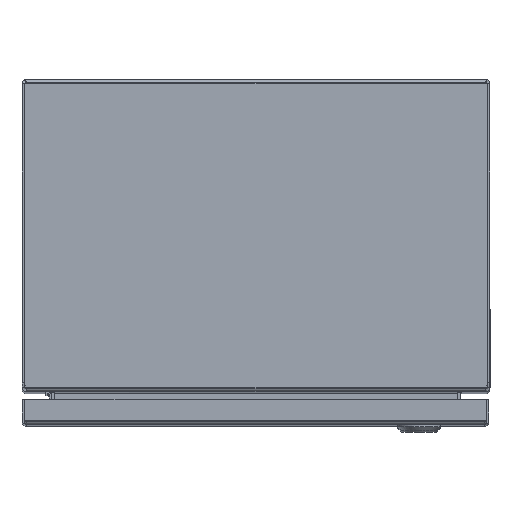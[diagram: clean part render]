
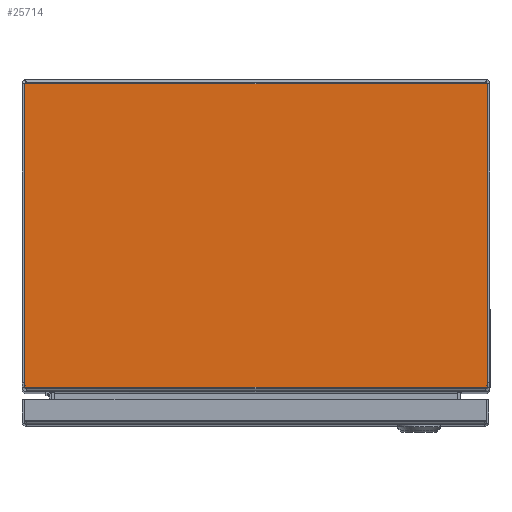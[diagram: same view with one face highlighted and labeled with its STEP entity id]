
A CAD part, top view. The second image highlights one B-rep face of the part: STEP entity #25714.
In plain terms, the highlighted planar face has unit normal (0, 0, 1).
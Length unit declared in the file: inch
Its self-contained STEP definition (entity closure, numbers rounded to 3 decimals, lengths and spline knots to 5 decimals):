
#418 = DIRECTION ( 'NONE',  ( 0., 0., -1. ) ) ;
#576 = ORIENTED_EDGE ( 'NONE', *, *, #11380, .F. ) ;
#822 = CARTESIAN_POINT ( 'NONE',  ( 5.92789, -0.108, 15. ) ) ;
#1814 = VECTOR ( 'NONE', #23783, 39.37008 ) ;
#3001 = EDGE_CURVE ( 'NONE', #17803, #27650, #4505, .T. ) ;
#3294 = CARTESIAN_POINT ( 'NONE',  ( -5.90555, -7.892, 15. ) ) ;
#3422 = VECTOR ( 'NONE', #8615, 39.37008 ) ;
#3548 = CIRCLE ( 'NONE', #24166, 0.38236 ) ;
#4505 = CIRCLE ( 'NONE', #16954, 0.38236 ) ;
#5838 = EDGE_CURVE ( 'NONE', #28291, #17803, #12569, .T. ) ;
#6077 = ORIENTED_EDGE ( 'NONE', *, *, #26394, .F. ) ;
#6559 = DIRECTION ( 'NONE',  ( -1., 0., 0. ) ) ;
#8165 = CARTESIAN_POINT ( 'NONE',  ( -5.892, -0.108, 15. ) ) ;
#8615 = DIRECTION ( 'NONE',  ( 1., 0., 0. ) ) ;
#8661 = VERTEX_POINT ( 'NONE', #19857 ) ;
#8760 = LINE ( 'NONE', #8165, #3422 ) ;
#9264 = VECTOR ( 'NONE', #6559, 39.37008 ) ;
#9272 = ORIENTED_EDGE ( 'NONE', *, *, #3001, .F. ) ;
#9420 = FACE_OUTER_BOUND ( 'NONE', #13444, .T. ) ;
#9822 = LINE ( 'NONE', #822, #1814 ) ;
#11330 = VERTEX_POINT ( 'NONE', #13620 ) ;
#11380 = EDGE_CURVE ( 'NONE', #8661, #28291, #3548, .T. ) ;
#11943 = DIRECTION ( 'NONE',  ( 0., 1., 0. ) ) ;
#12105 = VERTEX_POINT ( 'NONE', #24892 ) ;
#12569 = LINE ( 'NONE', #17232, #9264 ) ;
#13226 = ORIENTED_EDGE ( 'NONE', *, *, #5838, .F. ) ;
#13444 = EDGE_LOOP ( 'NONE', ( #9272, #13226, #576, #6077, #20172, #17624 ) ) ;
#13620 = CARTESIAN_POINT ( 'NONE',  ( -5.92789, -0.108, 15. ) ) ;
#16252 = CARTESIAN_POINT ( 'NONE',  ( -5.92789, -7.76322, 15. ) ) ;
#16954 = AXIS2_PLACEMENT_3D ( 'NONE', #21823, #17314, #26757 ) ;
#17232 = CARTESIAN_POINT ( 'NONE',  ( 41.298, -7.892, 15. ) ) ;
#17314 = DIRECTION ( 'NONE',  ( 0., 0., -1. ) ) ;
#17624 = ORIENTED_EDGE ( 'NONE', *, *, #27105, .T. ) ;
#17803 = VERTEX_POINT ( 'NONE', #3294 ) ;
#19775 = CARTESIAN_POINT ( 'NONE',  ( -5.92789, -0.108, 15. ) ) ;
#19857 = CARTESIAN_POINT ( 'NONE',  ( 5.92789, -7.76322, 15. ) ) ;
#19932 = DIRECTION ( 'NONE',  ( 0., -1., 0. ) ) ;
#20172 = ORIENTED_EDGE ( 'NONE', *, *, #25000, .F. ) ;
#20234 = AXIS2_PLACEMENT_3D ( 'NONE', #20831, #418, #23229 ) ;
#20831 = CARTESIAN_POINT ( 'NONE',  ( 41.298, -0.072, 15. ) ) ;
#21823 = CARTESIAN_POINT ( 'NONE',  ( -5.54553, -7.76322, 15. ) ) ;
#23229 = DIRECTION ( 'NONE',  ( 0., 1., 0. ) ) ;
#23783 = DIRECTION ( 'NONE',  ( 0., -1., 0. ) ) ;
#24166 = AXIS2_PLACEMENT_3D ( 'NONE', #29673, #27576, #11943 ) ;
#24854 = LINE ( 'NONE', #19775, #25295 ) ;
#24892 = CARTESIAN_POINT ( 'NONE',  ( 5.92789, -0.108, 15. ) ) ;
#25000 = EDGE_CURVE ( 'NONE', #11330, #12105, #8760, .T. ) ;
#25295 = VECTOR ( 'NONE', #19932, 39.37008 ) ;
#25714 = ADVANCED_FACE ( 'NONE', ( #9420 ), #27729, .F. ) ;
#26394 = EDGE_CURVE ( 'NONE', #12105, #8661, #9822, .T. ) ;
#26757 = DIRECTION ( 'NONE',  ( 0., 1., 0. ) ) ;
#27105 = EDGE_CURVE ( 'NONE', #11330, #27650, #24854, .T. ) ;
#27576 = DIRECTION ( 'NONE',  ( 0., 0., -1. ) ) ;
#27650 = VERTEX_POINT ( 'NONE', #16252 ) ;
#27729 = PLANE ( 'NONE',  #20234 ) ;
#28036 = CARTESIAN_POINT ( 'NONE',  ( 5.90555, -7.892, 15. ) ) ;
#28291 = VERTEX_POINT ( 'NONE', #28036 ) ;
#29673 = CARTESIAN_POINT ( 'NONE',  ( 5.54553, -7.76322, 15. ) ) ;
